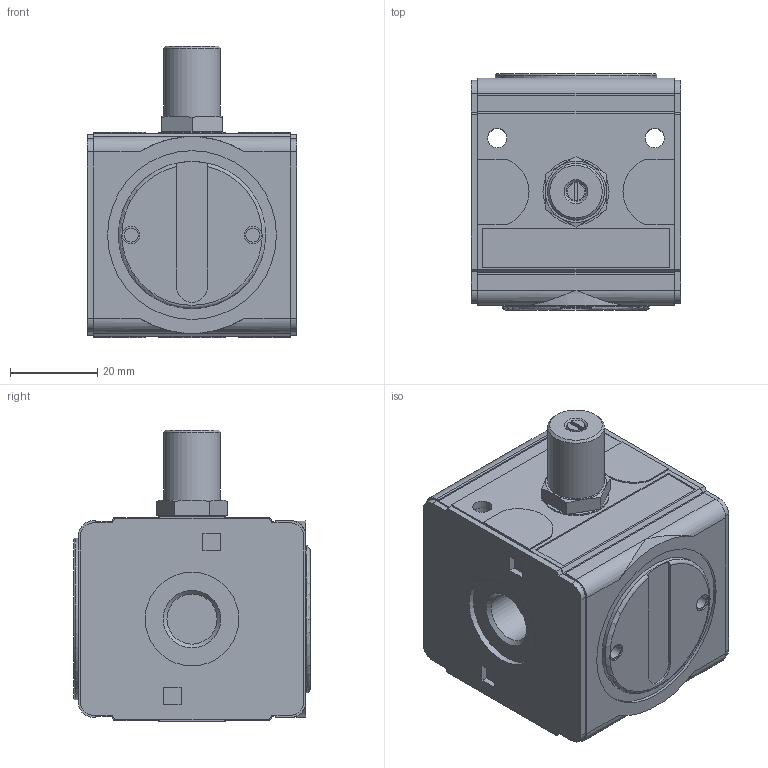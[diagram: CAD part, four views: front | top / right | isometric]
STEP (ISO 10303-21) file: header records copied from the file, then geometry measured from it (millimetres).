
FILE_DESCRIPTION( ( 'STEP AP203' ), ' ' );
FILE_NAME( '9.4011.410.stp', '2017-04-10T07:48:44', ( '' ), ( '' ), ' ', 'PARTsolutions', ' ' );
FILE_SCHEMA( ( 'CONFIG_CONTROL_DESIGN' ) );
Length unit declared in the file: millimetre
Products named in the file (2): 9.4011.410; _A 11 F-00000-G
Assembly tree (1 placements, depth 2):
  9.4011.410
    _A 11 F-00000-G
Bounding box: 47.8 x 54 x 66.7 mm (x, y, z)
Volume: 112278 mm3; surface area: 18224.9 mm2
Topology: 1 solids, 1 shells, 205 faces, 480 edges, 314 vertices
Faces by surface type: plane 138, cylinder 47, cone 18, torus 2
Full cylindrical faces by diameter (mm): 3.2 x4, 4 x3, 4.4 x4, 4.459 x1, 11.445 x3, 13 x1, 13.5 x1, 15.1 x2, 15.7 x1, 19.2 x1, 21.4 x2, 33.7 x1, 37 x1, 38.6 x1
Entity records: 5757 total; most frequent: CARTESIAN_POINT 1071, DIRECTION 946, ORIENTED_EDGE 872, EDGE_CURVE 436, AXIS2_PLACEMENT_3D 321, VERTEX_POINT 310, LINE 304, VECTOR 304
